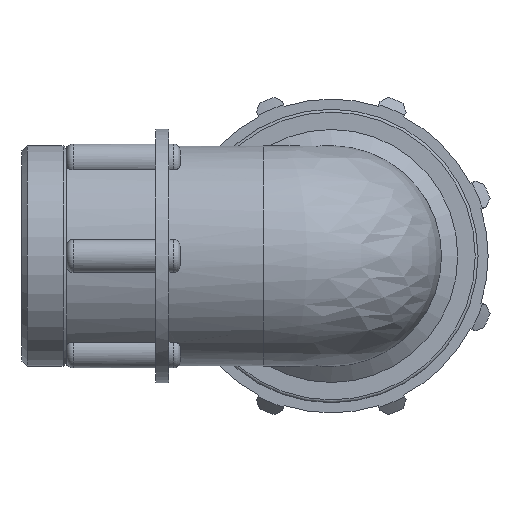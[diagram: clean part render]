
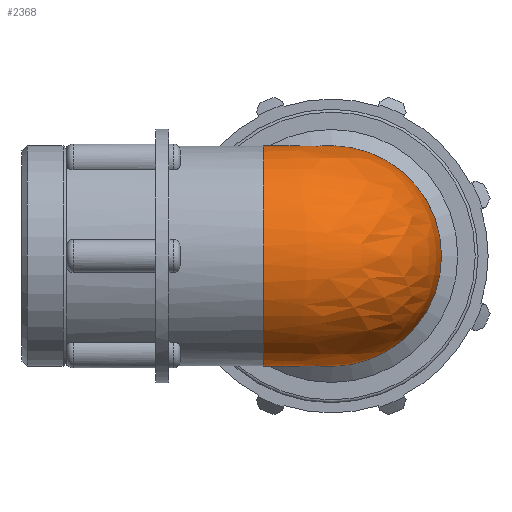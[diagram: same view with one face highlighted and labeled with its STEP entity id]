
A CAD part, left-side view. The second image highlights one B-rep face of the part: STEP entity #2368.
In plain terms, the highlighted free-form (B-spline) face has degree [2, 2] with [7, 3] control points.
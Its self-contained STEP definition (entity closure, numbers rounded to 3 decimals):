
#62=(
BOUNDED_SURFACE()
B_SPLINE_SURFACE(2,2,((#4049,#4050,#4051),(#4052,#4053,#4054),(#4055,#4056,
#4057),(#4058,#4059,#4060),(#4061,#4062,#4063),(#4064,#4065,#4066),(#4067,
#4068,#4069)),.UNSPECIFIED.,.F.,.F.,.F.)
B_SPLINE_SURFACE_WITH_KNOTS((3,2,2,3),(3,3),(-2.234,-0.745,
0.745,2.234),(-3.142,-1.571),
 .UNSPECIFIED.)
GEOMETRIC_REPRESENTATION_ITEM()
RATIONAL_B_SPLINE_SURFACE(((1.,0.707,1.),(0.735,
0.52,0.735),(1.,0.707,1.),(0.735,
0.52,0.735),(1.,0.707,1.),(0.735,
0.52,0.735),(1.,0.707,1.)))
REPRESENTATION_ITEM('')
SURFACE()
);
#494=FACE_OUTER_BOUND('',#635,.T.);
#635=EDGE_LOOP('',(#1749,#1750));
#820=CIRCLE('',#2568,15.676);
#835=CIRCLE('',#2593,15.676);
#1017=VERTEX_POINT('',#3985);
#1018=VERTEX_POINT('',#3987);
#1278=EDGE_CURVE('',#1018,#1017,#820,.T.);
#1294=EDGE_CURVE('',#1018,#1017,#835,.T.);
#1749=ORIENTED_EDGE('',*,*,#1278,.T.);
#1750=ORIENTED_EDGE('',*,*,#1294,.F.);
#2368=ADVANCED_FACE('',(#494),#62,.F.);
#2568=AXIS2_PLACEMENT_3D('',#3988,#2999,#3000);
#2593=AXIS2_PLACEMENT_3D('',#4013,#3049,#3050);
#2999=DIRECTION('center_axis',(0.,-1.,0.));
#3000=DIRECTION('ref_axis',(-1.,0.,0.));
#3049=DIRECTION('center_axis',(1.,0.,0.));
#3050=DIRECTION('ref_axis',(0.,-1.,0.));
#3985=CARTESIAN_POINT('',(9.647,9.647,-12.356));
#3987=CARTESIAN_POINT('',(9.647,9.647,12.356));
#3988=CARTESIAN_POINT('Origin',(0.,9.647,
0.));
#4013=CARTESIAN_POINT('Origin',(9.647,0.,0.));
#4049=CARTESIAN_POINT('Ctrl Pts',(9.647,9.647,-12.356));
#4050=CARTESIAN_POINT('Ctrl Pts',(9.647,9.647,-12.356));
#4051=CARTESIAN_POINT('Ctrl Pts',(9.647,9.647,-12.356));
#4052=CARTESIAN_POINT('Ctrl Pts',(-1.739,9.647,-21.246));
#4053=CARTESIAN_POINT('Ctrl Pts',(-1.739,-1.739,-21.246));
#4054=CARTESIAN_POINT('Ctrl Pts',(9.647,-1.739,-21.246));
#4055=CARTESIAN_POINT('Ctrl Pts',(-11.528,9.647,-10.623));
#4056=CARTESIAN_POINT('Ctrl Pts',(-11.528,-11.528,-10.623));
#4057=CARTESIAN_POINT('Ctrl Pts',(9.647,-11.528,-10.623));
#4058=CARTESIAN_POINT('Ctrl Pts',(-21.317,9.647,0.));
#4059=CARTESIAN_POINT('Ctrl Pts',(-21.317,-21.317,0.));
#4060=CARTESIAN_POINT('Ctrl Pts',(9.647,-21.317,0.));
#4061=CARTESIAN_POINT('Ctrl Pts',(-11.528,9.647,10.623));
#4062=CARTESIAN_POINT('Ctrl Pts',(-11.528,-11.528,10.623));
#4063=CARTESIAN_POINT('Ctrl Pts',(9.647,-11.528,10.623));
#4064=CARTESIAN_POINT('Ctrl Pts',(-1.739,9.647,21.246));
#4065=CARTESIAN_POINT('Ctrl Pts',(-1.739,-1.739,21.246));
#4066=CARTESIAN_POINT('Ctrl Pts',(9.647,-1.739,21.246));
#4067=CARTESIAN_POINT('Ctrl Pts',(9.647,9.647,12.356));
#4068=CARTESIAN_POINT('Ctrl Pts',(9.647,9.647,12.356));
#4069=CARTESIAN_POINT('Ctrl Pts',(9.647,9.647,12.356));
